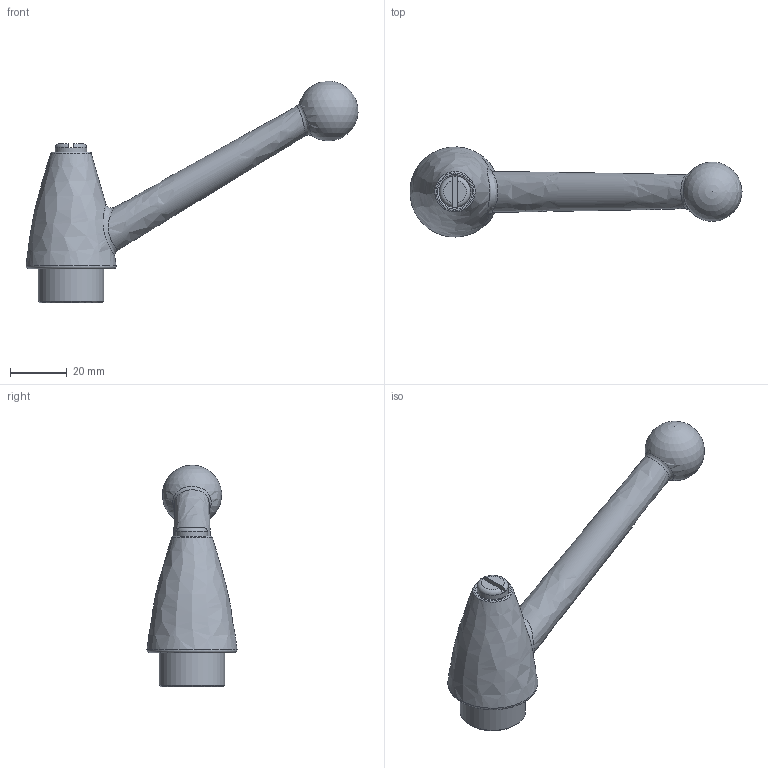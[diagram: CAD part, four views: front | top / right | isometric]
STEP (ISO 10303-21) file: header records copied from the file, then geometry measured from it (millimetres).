
FILE_DESCRIPTION( ( 'Unknown' ), '1' );
FILE_NAME( '7716055_J96_B_M16.stp', 'Unknown', ( 'Unknown' ), ( 'Unknown' ), 'PSStep 14.0', 'Unknown', ' ' );
FILE_SCHEMA( ( 'AUTOMOTIVE_DESIGN { 1 0 10303 214 1 1 1 1 }' ) );
Length unit declared in the file: millimetre
Products named in the file (1): 1
Bounding box: 116.81 x 31.69 x 78 mm (x, y, z)
Volume: 36434.9 mm3; surface area: 10639.1 mm2
Topology: 1 solids, 1 shells, 26 faces, 61 edges, 39 vertices
Faces by surface type: plane 9, bspline 6, cylinder 5, torus 3, cone 2, sphere 1
Full cylindrical faces by diameter (mm): 11 x1, 11.2 x1, 13.835 x2, 23 x1
Entity records: 7810 total; most frequent: CARTESIAN_POINT 7170, DIRECTION 78, ORIENTED_EDGE 64, EDGE_LOOP 44, AXIS2_PLACEMENT_3D 37, FACE_OUTER_BOUND 37, EDGE_CURVE 32, VERTEX_POINT 27
